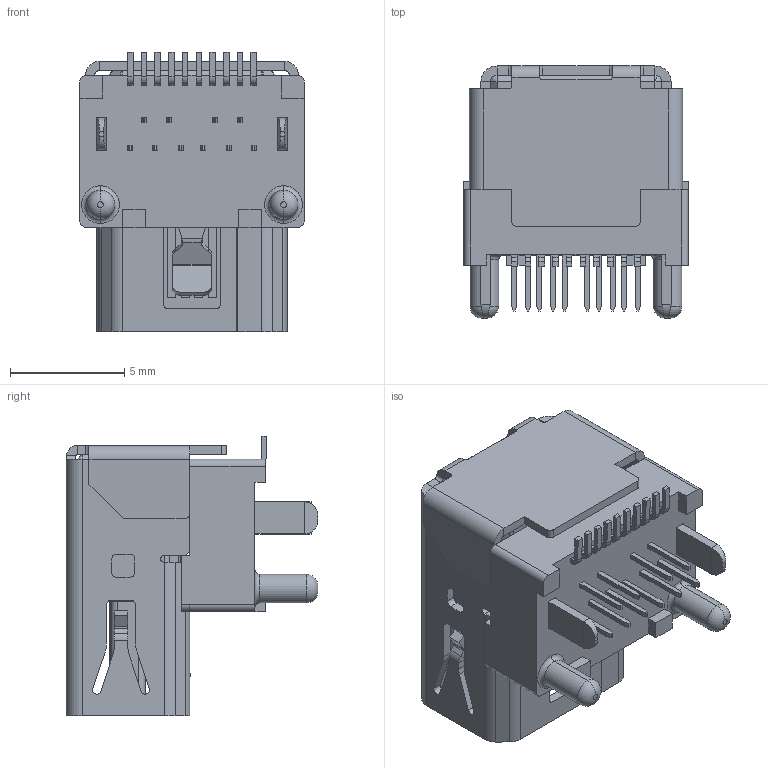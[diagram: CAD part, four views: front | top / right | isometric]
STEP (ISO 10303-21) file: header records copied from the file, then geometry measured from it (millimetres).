
FILE_DESCRIPTION (( 'STEP AP214' ), '1' );
FILE_NAME ('E9320-001-01.STEP', '2023-01-23T21:19:46', ( '' ), ( '' ), 'SwSTEP 2.0', 'SolidWorks 2021', '' );
FILE_SCHEMA (( 'AUTOMOTIVE_DESIGN' ));
Length unit declared in the file: millimetre
Products named in the file (1): E9320-001-01
Bounding box: 9.8 x 11 x 12.2 mm (x, y, z)
Volume: 571.5 mm3; surface area: 1370.2 mm2
Topology: 43 solids, 43 shells, 802 faces, 1915 edges, 1188 vertices
Faces by surface type: plane 594, cylinder 174, cone 18, torus 8, bspline 4, sphere 4
Entity records: 23173 total; most frequent: CARTESIAN_POINT 4042, DIRECTION 3827, ORIENTED_EDGE 3810, EDGE_CURVE 1905, VECTOR 1509, LINE 1509, VERTEX_POINT 1188, AXIS2_PLACEMENT_3D 1159
